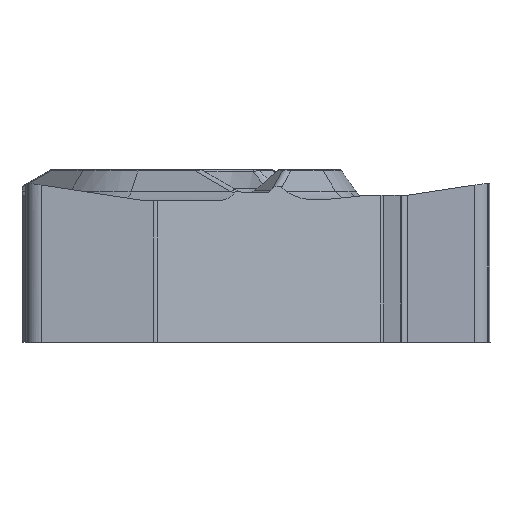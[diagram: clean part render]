
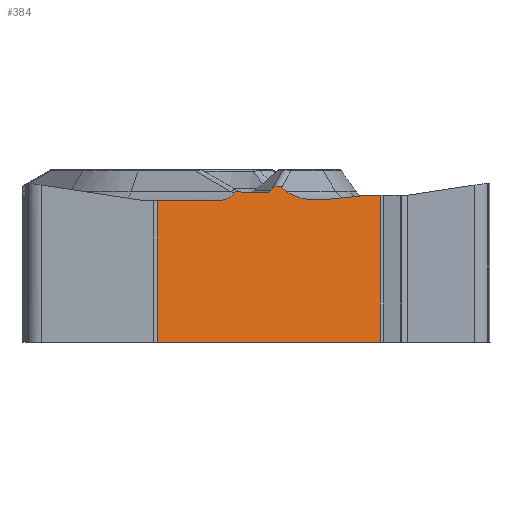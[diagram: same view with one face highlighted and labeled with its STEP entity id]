
A CAD part, front view. The second image highlights one B-rep face of the part: STEP entity #384.
In plain terms, the highlighted planar face has unit normal (0.5, -0.866, 0).
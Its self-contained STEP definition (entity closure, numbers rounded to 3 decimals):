
#167=FACE_OUTER_BOUND('',#606,.T.);
#326=ELLIPSE('',#2868,1.5,0.75);
#327=ELLIPSE('',#2869,0.304,0.205);
#328=ELLIPSE('',#2870,0.309,0.3);
#329=ELLIPSE('',#2871,0.309,0.3);
#330=ELLIPSE('',#2872,0.884,0.75);
#384=ADVANCED_FACE('',(#167),#541,.F.);
#541=PLANE('',#2873);
#606=EDGE_LOOP('',(#1246,#1247,#1248,#1249,#1250,#1251,#1252,#1253,#1254,
#1255,#1256,#1257,#1258,#1259,#1260));
#772=LINE('',#4388,#952);
#815=LINE('',#4552,#995);
#816=LINE('',#4554,#996);
#817=LINE('',#4556,#997);
#818=LINE('',#4558,#998);
#819=LINE('',#4562,#999);
#820=LINE('',#4566,#1000);
#821=LINE('',#4570,#1001);
#822=LINE('',#4590,#1002);
#952=VECTOR('',#3165,1.);
#995=VECTOR('',#3290,1.);
#996=VECTOR('',#3291,1.);
#997=VECTOR('',#3292,1.);
#998=VECTOR('',#3293,1.);
#999=VECTOR('',#3296,1.);
#1000=VECTOR('',#3299,1.);
#1001=VECTOR('',#3302,1.);
#1002=VECTOR('',#3307,1.);
#1246=ORIENTED_EDGE('',*,*,#2294,.T.);
#1247=ORIENTED_EDGE('',*,*,#2224,.F.);
#1248=ORIENTED_EDGE('',*,*,#2295,.T.);
#1249=ORIENTED_EDGE('',*,*,#2296,.T.);
#1250=ORIENTED_EDGE('',*,*,#2297,.T.);
#1251=ORIENTED_EDGE('',*,*,#2298,.T.);
#1252=ORIENTED_EDGE('',*,*,#2299,.F.);
#1253=ORIENTED_EDGE('',*,*,#2300,.F.);
#1254=ORIENTED_EDGE('',*,*,#2301,.T.);
#1255=ORIENTED_EDGE('',*,*,#2302,.T.);
#1256=ORIENTED_EDGE('',*,*,#2303,.F.);
#1257=ORIENTED_EDGE('',*,*,#2304,.T.);
#1258=ORIENTED_EDGE('',*,*,#2305,.F.);
#1259=ORIENTED_EDGE('',*,*,#2306,.T.);
#1260=ORIENTED_EDGE('',*,*,#2307,.T.);
#1971=VERTEX_POINT('',#4387);
#1972=VERTEX_POINT('',#4389);
#2026=VERTEX_POINT('',#4553);
#2027=VERTEX_POINT('',#4555);
#2028=VERTEX_POINT('',#4557);
#2029=VERTEX_POINT('',#4559);
#2030=VERTEX_POINT('',#4561);
#2031=VERTEX_POINT('',#4563);
#2032=VERTEX_POINT('',#4565);
#2033=VERTEX_POINT('',#4567);
#2034=VERTEX_POINT('',#4569);
#2035=VERTEX_POINT('',#4571);
#2036=VERTEX_POINT('',#4573);
#2037=VERTEX_POINT('',#4587);
#2038=VERTEX_POINT('',#4589);
#2224=EDGE_CURVE('',#1971,#1972,#772,.T.);
#2294=EDGE_CURVE('',#2026,#1972,#815,.T.);
#2295=EDGE_CURVE('',#1971,#2027,#816,.T.);
#2296=EDGE_CURVE('',#2027,#2028,#817,.T.);
#2297=EDGE_CURVE('',#2028,#2029,#818,.T.);
#2298=EDGE_CURVE('',#2029,#2030,#326,.T.);
#2299=EDGE_CURVE('',#2031,#2030,#819,.T.);
#2300=EDGE_CURVE('',#2032,#2031,#327,.T.);
#2301=EDGE_CURVE('',#2032,#2033,#820,.T.);
#2302=EDGE_CURVE('',#2033,#2034,#328,.T.);
#2303=EDGE_CURVE('',#2035,#2034,#821,.T.);
#2304=EDGE_CURVE('',#2035,#2036,#329,.T.);
#2305=EDGE_CURVE('',#2037,#2036,#2738,.T.);
#2306=EDGE_CURVE('',#2037,#2038,#330,.T.);
#2307=EDGE_CURVE('',#2038,#2026,#822,.T.);
#2738=B_SPLINE_CURVE_WITH_KNOTS('',3,(#4574,#4575,#4576,#4577,#4578,#4579,
#4580,#4581,#4582,#4583,#4584,#4585,#4586),.UNSPECIFIED.,.F.,.F.,(4,3,3,
3,4),(0.,0.251,0.501,0.761,1.),
 .UNSPECIFIED.);
#2868=AXIS2_PLACEMENT_3D('',#4560,#3294,#3295);
#2869=AXIS2_PLACEMENT_3D('',#4564,#3297,#3298);
#2870=AXIS2_PLACEMENT_3D('',#4568,#3300,#3301);
#2871=AXIS2_PLACEMENT_3D('',#4572,#3303,#3304);
#2872=AXIS2_PLACEMENT_3D('',#4588,#3305,#3306);
#2873=AXIS2_PLACEMENT_3D('',#4591,#3308,#3309);
#3165=DIRECTION('',(-0.866,-0.5,0.));
#3290=DIRECTION('',(0.,0.,-1.));
#3291=DIRECTION('',(0.,0.,1.));
#3292=DIRECTION('',(-0.866,-0.5,0.));
#3293=DIRECTION('',(-0.863,-0.498,-0.088));
#3294=DIRECTION('',(-0.5,0.866,0.));
#3295=DIRECTION('',(-0.866,-0.5,0.));
#3296=DIRECTION('',(0.705,0.407,-0.581));
#3297=DIRECTION('',(-0.5,0.866,0.));
#3298=DIRECTION('',(0.743,0.429,0.514));
#3299=DIRECTION('',(-0.672,-0.388,-0.631));
#3300=DIRECTION('',(-0.5,0.866,0.));
#3301=DIRECTION('',(0.866,0.5,0.));
#3302=DIRECTION('',(0.866,0.5,0.));
#3303=DIRECTION('',(-0.5,0.866,0.));
#3304=DIRECTION('',(0.866,0.5,0.));
#3305=DIRECTION('',(-0.5,0.866,0.));
#3306=DIRECTION('',(0.866,0.5,0.));
#3307=DIRECTION('',(-0.866,-0.5,0.));
#3308=DIRECTION('',(-0.5,0.866,0.));
#3309=DIRECTION('',(-0.866,-0.5,0.));
#4387=CARTESIAN_POINT('',(6.239,-3.731,-5.56));
#4388=CARTESIAN_POINT('',(3.175,-5.499,-5.56));
#4389=CARTESIAN_POINT('',(-1.605,-8.259,-5.56));
#4552=CARTESIAN_POINT('',(-1.605,-8.259,-5.56));
#4553=CARTESIAN_POINT('',(-1.605,-8.259,-0.603));
#4554=CARTESIAN_POINT('',(6.239,-3.731,-0.406));
#4555=CARTESIAN_POINT('',(6.239,-3.731,-0.406));
#4556=CARTESIAN_POINT('',(3.175,-5.499,-0.406));
#4557=CARTESIAN_POINT('',(5.774,-3.999,-0.406));
#4558=CARTESIAN_POINT('',(5.12,-4.376,-0.472));
#4559=CARTESIAN_POINT('',(4.211,-4.901,-0.565));
#4560=CARTESIAN_POINT('',(3.985,-5.032,0.174));
#4561=CARTESIAN_POINT('',(2.921,-5.646,-0.256));
#4562=CARTESIAN_POINT('',(-12.245,-14.402,12.249));
#4563=CARTESIAN_POINT('',(2.757,-5.741,-0.121));
#4564=CARTESIAN_POINT('',(2.565,-5.851,-0.32));
#4565=CARTESIAN_POINT('',(2.429,-5.93,-0.181));
#4566=CARTESIAN_POINT('',(9.024,-2.122,6.019));
#4567=CARTESIAN_POINT('',(2.366,-5.966,-0.24));
#4568=CARTESIAN_POINT('',(2.194,-6.065,-0.01));
#4569=CARTESIAN_POINT('',(2.194,-6.065,-0.31));
#4570=CARTESIAN_POINT('',(-4.359,-9.849,-0.31));
#4571=CARTESIAN_POINT('',(1.413,-6.516,-0.31));
#4572=CARTESIAN_POINT('',(1.413,-6.516,-0.01));
#4573=CARTESIAN_POINT('',(1.303,-6.58,-0.283));
#4574=CARTESIAN_POINT('',(1.096,-6.7,-0.323));
#4575=CARTESIAN_POINT('',(1.108,-6.692,-0.307));
#4576=CARTESIAN_POINT('',(1.124,-6.684,-0.294));
#4577=CARTESIAN_POINT('',(1.14,-6.674,-0.285));
#4578=CARTESIAN_POINT('',(1.157,-6.664,-0.275));
#4579=CARTESIAN_POINT('',(1.175,-6.654,-0.268));
#4580=CARTESIAN_POINT('',(1.194,-6.643,-0.265));
#4581=CARTESIAN_POINT('',(1.213,-6.632,-0.262));
#4582=CARTESIAN_POINT('',(1.233,-6.621,-0.262));
#4583=CARTESIAN_POINT('',(1.252,-6.61,-0.266));
#4584=CARTESIAN_POINT('',(1.269,-6.599,-0.269));
#4585=CARTESIAN_POINT('',(1.287,-6.589,-0.275));
#4586=CARTESIAN_POINT('',(1.303,-6.58,-0.283));
#4587=CARTESIAN_POINT('',(1.096,-6.7,-0.323));
#4588=CARTESIAN_POINT('',(0.499,-7.044,0.147));
#4589=CARTESIAN_POINT('',(0.499,-7.044,-0.603));
#4590=CARTESIAN_POINT('',(-4.359,-9.849,-0.603));
#4591=CARTESIAN_POINT('',(3.175,-5.499,25.));
